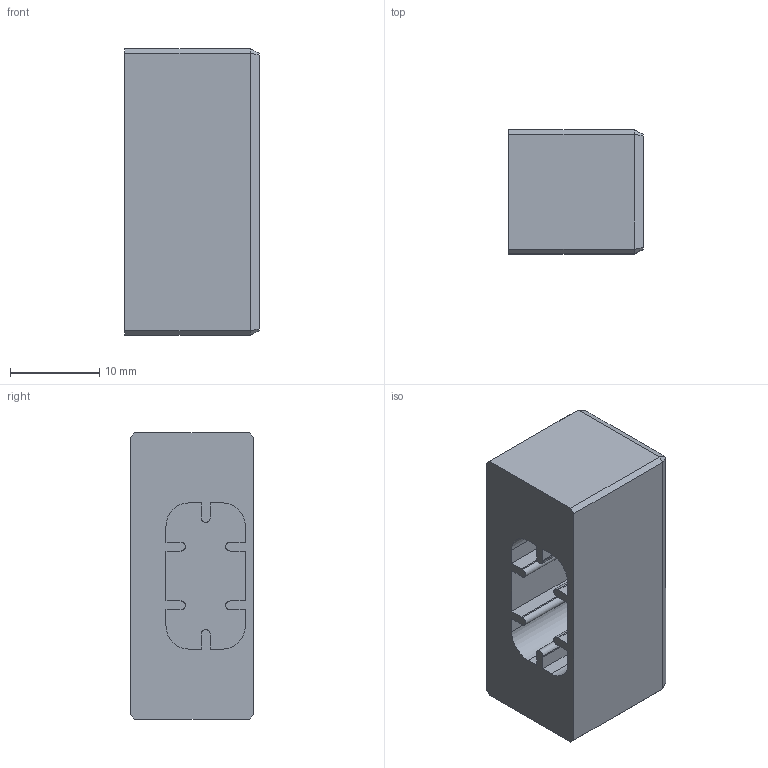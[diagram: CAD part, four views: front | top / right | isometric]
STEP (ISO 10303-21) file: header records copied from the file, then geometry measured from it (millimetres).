
FILE_DESCRIPTION(/* description */ (''),/* implementation_level */ '2;1');
FILE_NAME(/* name */ 'Lid v1.step',/* time_stamp */ '2023-04-10T16:31:18-04:00',/* author */ (''),/* organization */ (''),/* preprocessor_version */ 'ST-DEVELOPER v19.2',/* originating_system */ 'Autodesk Translation Framework v11.17.0.187',/* authorisation */ '');
FILE_SCHEMA (('AUTOMOTIVE_DESIGN { 1 0 10303 214 3 1 1 }'));
Length unit declared in the file: millimetre
Products named in the file (1): Lid
Bounding box: 15.08 x 13.89 x 32.1 mm (x, y, z)
Volume: 4897.7 mm3; surface area: 3209.8 mm2
Topology: 1 solids, 1 shells, 63 faces, 172 edges, 112 vertices
Faces by surface type: plane 53, cylinder 10
Entity records: 1995 total; most frequent: CARTESIAN_POINT 348, ORIENTED_EDGE 344, DIRECTION 320, EDGE_CURVE 172, LINE 152, VECTOR 152, VERTEX_POINT 112, AXIS2_PLACEMENT_3D 84
